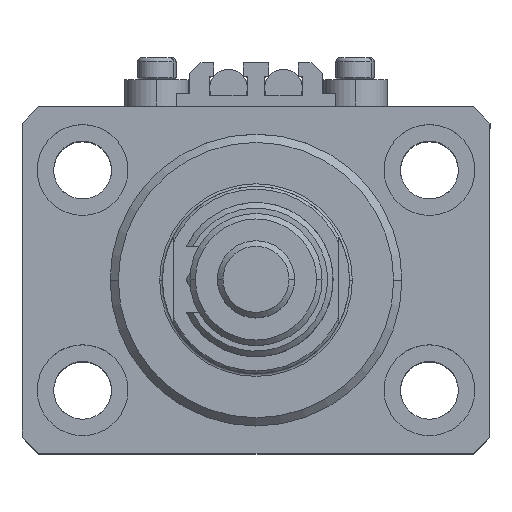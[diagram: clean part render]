
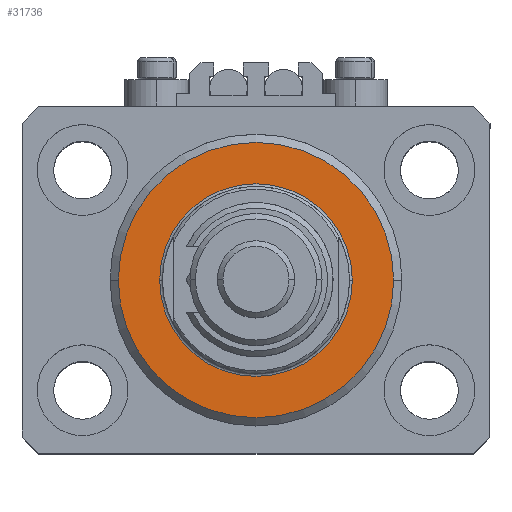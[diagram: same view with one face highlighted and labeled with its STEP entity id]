
A CAD part, top view. The second image highlights one B-rep face of the part: STEP entity #31736.
In plain terms, the highlighted face is planar.
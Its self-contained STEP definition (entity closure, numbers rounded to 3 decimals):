
#842 = AXIS2_PLACEMENT_3D ( 'NONE', #21938, #46015, #37648 ) ;
#1068 = EDGE_CURVE ( 'NONE', #40120, #33351, #7232, .T. ) ;
#1090 = ORIENTED_EDGE ( 'NONE', *, *, #4315, .T. ) ;
#2512 = CIRCLE ( 'NONE', #842, 25. ) ;
#2997 = DIRECTION ( 'NONE',  ( 0., 0., 1. ) ) ;
#3132 = CARTESIAN_POINT ( 'NONE',  ( -17.5, 0., 0. ) ) ;
#3290 = DIRECTION ( 'NONE',  ( 0., 0., -1. ) ) ;
#4315 = EDGE_CURVE ( 'NONE', #33351, #40120, #2512, .T. ) ;
#4723 = ORIENTED_EDGE ( 'NONE', *, *, #47524, .T. ) ;
#4738 = ORIENTED_EDGE ( 'NONE', *, *, #1068, .T. ) ;
#6346 = DIRECTION ( 'NONE',  ( 0., 0., 1. ) ) ;
#6367 = DIRECTION ( 'NONE',  ( 0., 0., 1. ) ) ;
#7232 = CIRCLE ( 'NONE', #43160, 25. ) ;
#9386 = CARTESIAN_POINT ( 'NONE',  ( 17.5, 0., 0. ) ) ;
#9639 = EDGE_CURVE ( 'NONE', #13838, #50394, #38004, .T. ) ;
#9980 = EDGE_LOOP ( 'NONE', ( #4738, #1090 ) ) ;
#10286 = PLANE ( 'NONE',  #24713 ) ;
#11045 = DIRECTION ( 'NONE',  ( 1., 0., 0. ) ) ;
#13328 = EDGE_LOOP ( 'NONE', ( #41415, #4723 ) ) ;
#13838 = VERTEX_POINT ( 'NONE', #9386 ) ;
#17583 = CARTESIAN_POINT ( 'NONE',  ( 25., 0., 0. ) ) ;
#18617 = CARTESIAN_POINT ( 'NONE',  ( 0., 0., 0. ) ) ;
#19152 = DIRECTION ( 'NONE',  ( 1., 0., 0. ) ) ;
#19211 = DIRECTION ( 'NONE',  ( 1., 0., 0. ) ) ;
#21938 = CARTESIAN_POINT ( 'NONE',  ( 0., 0., 0. ) ) ;
#22082 = DIRECTION ( 'NONE',  ( 1., 0., 0. ) ) ;
#24713 = AXIS2_PLACEMENT_3D ( 'NONE', #18617, #6346, #11045 ) ;
#29398 = AXIS2_PLACEMENT_3D ( 'NONE', #30457, #6367, #19152 ) ;
#30457 = CARTESIAN_POINT ( 'NONE',  ( 0., 0., 0. ) ) ;
#31736 = ADVANCED_FACE ( 'NONE', ( #42948, #50322 ), #10286, .F. ) ;
#33351 = VERTEX_POINT ( 'NONE', #48558 ) ;
#36931 = CIRCLE ( 'NONE', #29398, 17.5 ) ;
#37648 = DIRECTION ( 'NONE',  ( 1., 0., 0. ) ) ;
#38004 = CIRCLE ( 'NONE', #44666, 17.5 ) ;
#39105 = CARTESIAN_POINT ( 'NONE',  ( 0., 0., 0. ) ) ;
#40120 = VERTEX_POINT ( 'NONE', #17583 ) ;
#41415 = ORIENTED_EDGE ( 'NONE', *, *, #9639, .T. ) ;
#42948 = FACE_BOUND ( 'NONE', #13328, .T. ) ;
#43160 = AXIS2_PLACEMENT_3D ( 'NONE', #39105, #3290, #19211 ) ;
#44666 = AXIS2_PLACEMENT_3D ( 'NONE', #50605, #2997, #22082 ) ;
#46015 = DIRECTION ( 'NONE',  ( 0., 0., -1. ) ) ;
#47524 = EDGE_CURVE ( 'NONE', #50394, #13838, #36931, .T. ) ;
#48558 = CARTESIAN_POINT ( 'NONE',  ( -25., 0., 0. ) ) ;
#50322 = FACE_OUTER_BOUND ( 'NONE', #9980, .T. ) ;
#50394 = VERTEX_POINT ( 'NONE', #3132 ) ;
#50605 = CARTESIAN_POINT ( 'NONE',  ( 0., 0., 0. ) ) ;
